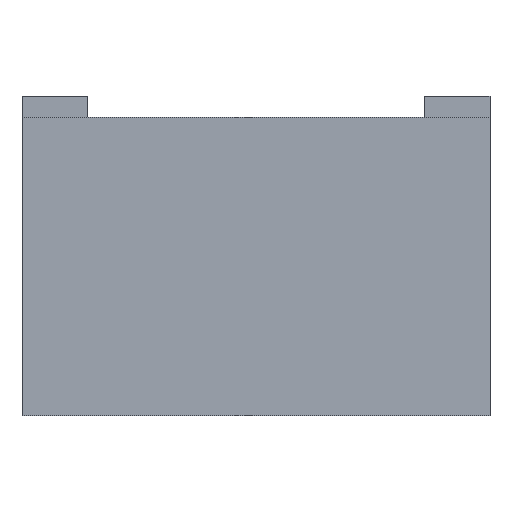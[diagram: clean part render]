
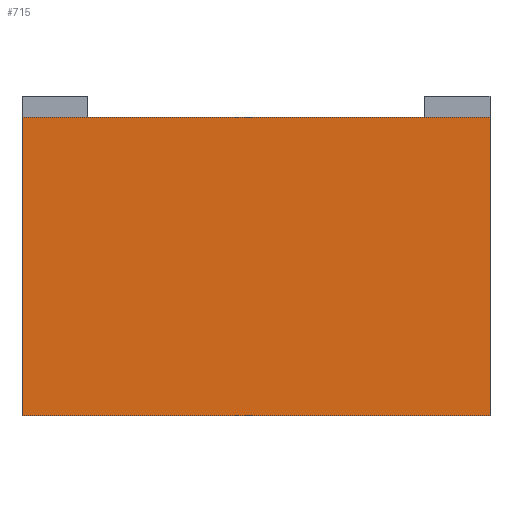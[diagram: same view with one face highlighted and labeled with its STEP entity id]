
A CAD part, front view. The second image highlights one B-rep face of the part: STEP entity #715.
In plain terms, the highlighted planar face has unit normal (0, -1, 0).
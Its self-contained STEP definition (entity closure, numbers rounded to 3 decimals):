
#83=FACE_OUTER_BOUND('',#119,.T.);
#119=EDGE_LOOP('',(#506,#507,#508,#509));
#170=LINE('',#1046,#250);
#175=LINE('',#1058,#255);
#177=LINE('',#1061,#257);
#178=LINE('',#1062,#258);
#250=VECTOR('',#847,10.);
#255=VECTOR('',#854,10.);
#257=VECTOR('',#858,10.);
#258=VECTOR('',#859,10.);
#326=VERTEX_POINT('',#1042);
#327=VERTEX_POINT('',#1044);
#332=VERTEX_POINT('',#1055);
#333=VERTEX_POINT('',#1057);
#396=EDGE_CURVE('',#326,#327,#170,.T.);
#401=EDGE_CURVE('',#333,#332,#175,.T.);
#403=EDGE_CURVE('',#333,#327,#177,.T.);
#404=EDGE_CURVE('',#332,#326,#178,.T.);
#506=ORIENTED_EDGE('',*,*,#403,.F.);
#507=ORIENTED_EDGE('',*,*,#401,.T.);
#508=ORIENTED_EDGE('',*,*,#404,.T.);
#509=ORIENTED_EDGE('',*,*,#396,.T.);
#689=PLANE('',#774);
#715=ADVANCED_FACE('',(#83),#689,.T.);
#774=AXIS2_PLACEMENT_3D('',#1060,#856,#857);
#847=DIRECTION('',(1.,0.,0.));
#854=DIRECTION('',(-1.,0.,0.));
#856=DIRECTION('center_axis',(0.,-1.,0.));
#857=DIRECTION('ref_axis',(0.,0.,-1.));
#858=DIRECTION('',(0.,0.,-1.));
#859=DIRECTION('',(0.,0.,-1.));
#1042=CARTESIAN_POINT('',(-16.,-1.103,52.649));
#1044=CARTESIAN_POINT('',(16.,-1.103,52.649));
#1046=CARTESIAN_POINT('',(8.,-1.103,52.649));
#1055=CARTESIAN_POINT('',(-16.,-1.103,73.049));
#1057=CARTESIAN_POINT('',(16.,-1.103,73.049));
#1058=CARTESIAN_POINT('',(30.078,-1.103,73.049));
#1060=CARTESIAN_POINT('Origin',(0.,-1.103,
70.774));
#1061=CARTESIAN_POINT('',(16.,-1.103,68.499));
#1062=CARTESIAN_POINT('',(-16.,-1.103,74.499));
